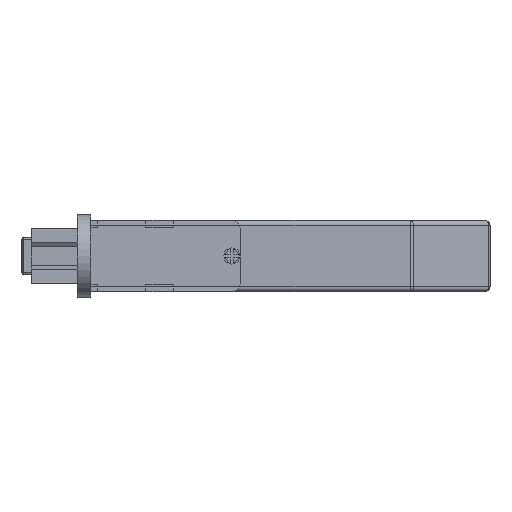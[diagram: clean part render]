
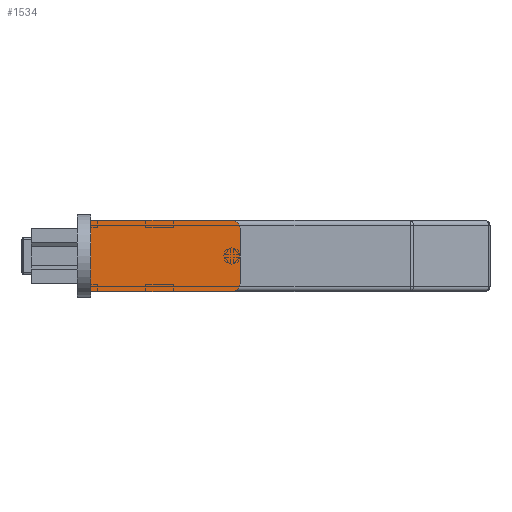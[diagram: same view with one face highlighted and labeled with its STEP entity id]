
A CAD part, front view. The second image highlights one B-rep face of the part: STEP entity #1534.
In plain terms, the highlighted face is planar.
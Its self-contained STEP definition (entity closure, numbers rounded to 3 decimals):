
#353 = CARTESIAN_POINT ( 'NONE',  ( -16.3, 0.75, -7.75 ) ) ;
#365 = VECTOR ( 'NONE', #3008, 1000. ) ;
#366 = AXIS2_PLACEMENT_3D ( 'NONE', #8480, #418, #5955 ) ;
#418 = DIRECTION ( 'NONE',  ( 0., 1., 0. ) ) ;
#1013 = AXIS2_PLACEMENT_3D ( 'NONE', #4054, #1192, #7480 ) ;
#1192 = DIRECTION ( 'NONE',  ( 0., 1., 0. ) ) ;
#1245 = PLANE ( 'NONE',  #366 ) ;
#1534 = ADVANCED_FACE ( 'NONE', ( #9383 ), #1245, .T. ) ;
#1705 = VERTEX_POINT ( 'NONE', #7990 ) ;
#1798 = CARTESIAN_POINT ( 'NONE',  ( 16.3, 0.75, -7.75 ) ) ;
#1864 = CARTESIAN_POINT ( 'NONE',  ( -16.3, 0.75, 7.75 ) ) ;
#1894 = CARTESIAN_POINT ( 'NONE',  ( 16.3, 0.75, 7.75 ) ) ;
#1928 = DIRECTION ( 'NONE',  ( 0., 0., 1. ) ) ;
#1936 = LINE ( 'NONE', #6632, #365 ) ;
#1986 = LINE ( 'NONE', #1864, #2703 ) ;
#2299 = ORIENTED_EDGE ( 'NONE', *, *, #9525, .T. ) ;
#2600 = VERTEX_POINT ( 'NONE', #11707 ) ;
#2615 = VERTEX_POINT ( 'NONE', #1894 ) ;
#2703 = VECTOR ( 'NONE', #7316, 1000. ) ;
#3008 = DIRECTION ( 'NONE',  ( 0., 0., 1. ) ) ;
#3629 = EDGE_CURVE ( 'NONE', #1705, #8107, #5181, .T. ) ;
#4054 = CARTESIAN_POINT ( 'NONE',  ( -14.3, 0.75, -5.75 ) ) ;
#4560 = CARTESIAN_POINT ( 'NONE',  ( -16.3, 0.75, 5.75 ) ) ;
#4652 = VECTOR ( 'NONE', #10398, 1000. ) ;
#4675 = CARTESIAN_POINT ( 'NONE',  ( -16.3, 0.75, -5.75 ) ) ;
#5181 = CIRCLE ( 'NONE', #1013, 2. ) ;
#5405 = VERTEX_POINT ( 'NONE', #4560 ) ;
#5515 = EDGE_CURVE ( 'NONE', #8107, #5405, #1936, .T. ) ;
#5537 = LINE ( 'NONE', #1798, #8393 ) ;
#5676 = CARTESIAN_POINT ( 'NONE',  ( -14.3, 0.75, 5.75 ) ) ;
#5955 = DIRECTION ( 'NONE',  ( 0., 0., 1. ) ) ;
#6558 = ORIENTED_EDGE ( 'NONE', *, *, #9023, .T. ) ;
#6632 = CARTESIAN_POINT ( 'NONE',  ( -16.3, 0.75, -7.75 ) ) ;
#7316 = DIRECTION ( 'NONE',  ( 1., 0., 0. ) ) ;
#7392 = EDGE_CURVE ( 'NONE', #2600, #2615, #1986, .T. ) ;
#7480 = DIRECTION ( 'NONE',  ( 0., 0., 1. ) ) ;
#7863 = VERTEX_POINT ( 'NONE', #11293 ) ;
#7936 = CIRCLE ( 'NONE', #11182, 2. ) ;
#7990 = CARTESIAN_POINT ( 'NONE',  ( -14.3, 0.75, -7.75 ) ) ;
#8107 = VERTEX_POINT ( 'NONE', #4675 ) ;
#8132 = LINE ( 'NONE', #353, #4652 ) ;
#8393 = VECTOR ( 'NONE', #9146, 1000. ) ;
#8480 = CARTESIAN_POINT ( 'NONE',  ( 0., 0.75, 0. ) ) ;
#8529 = EDGE_CURVE ( 'NONE', #5405, #2600, #7936, .T. ) ;
#8830 = ORIENTED_EDGE ( 'NONE', *, *, #8529, .T. ) ;
#8897 = ORIENTED_EDGE ( 'NONE', *, *, #3629, .T. ) ;
#9023 = EDGE_CURVE ( 'NONE', #2615, #7863, #5537, .T. ) ;
#9146 = DIRECTION ( 'NONE',  ( 0., 0., -1. ) ) ;
#9383 = FACE_OUTER_BOUND ( 'NONE', #11105, .T. ) ;
#9525 = EDGE_CURVE ( 'NONE', #7863, #1705, #8132, .T. ) ;
#9947 = DIRECTION ( 'NONE',  ( 0., 1., 0. ) ) ;
#10398 = DIRECTION ( 'NONE',  ( -1., 0., 0. ) ) ;
#10730 = ORIENTED_EDGE ( 'NONE', *, *, #7392, .T. ) ;
#11105 = EDGE_LOOP ( 'NONE', ( #11671, #8830, #10730, #6558, #2299, #8897 ) ) ;
#11182 = AXIS2_PLACEMENT_3D ( 'NONE', #5676, #9947, #1928 ) ;
#11293 = CARTESIAN_POINT ( 'NONE',  ( 16.3, 0.75, -7.75 ) ) ;
#11671 = ORIENTED_EDGE ( 'NONE', *, *, #5515, .T. ) ;
#11707 = CARTESIAN_POINT ( 'NONE',  ( -14.3, 0.75, 7.75 ) ) ;
